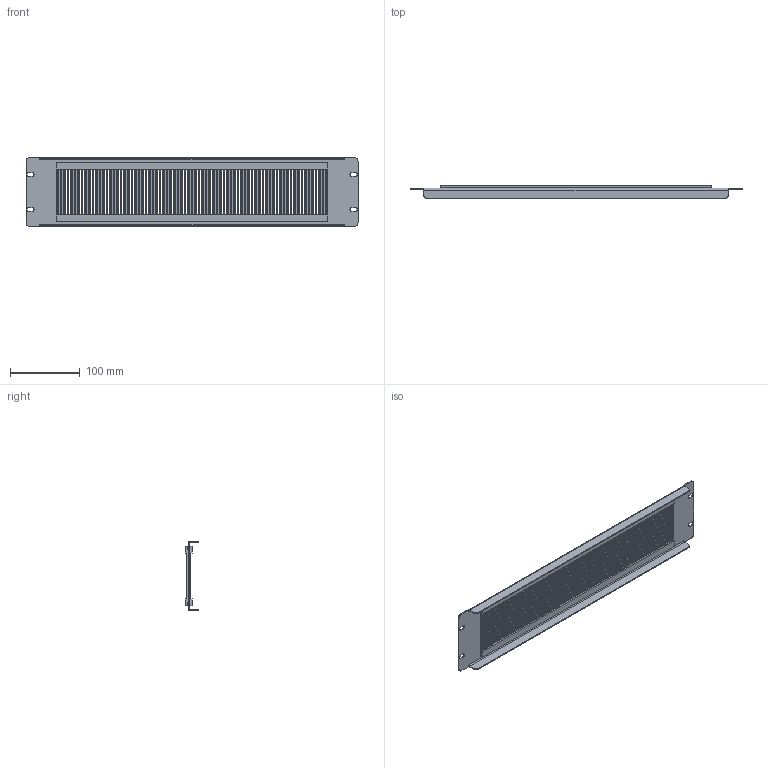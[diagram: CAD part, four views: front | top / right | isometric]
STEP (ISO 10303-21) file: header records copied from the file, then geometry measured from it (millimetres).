
FILE_DESCRIPTION (( 'STEP AP214' ), '1' );
FILE_NAME ('923.611.STEP', '2025-04-01T08:32:44', ( '' ), ( '' ), 'SwSTEP 2.0', 'SolidWorks 2021', '' );
FILE_SCHEMA (( 'AUTOMOTIVE_DESIGN' ));
Length unit declared in the file: millimetre
Products named in the file (3): Ùåòêà; 923.611 眈翴錪; 923.611
Assembly tree (3 placements, depth 2):
  923.611
    923.611 眈翴錪
    Ùåòêà  x2
Bounding box: 476.5 x 19.65 x 100 mm (x, y, z)
Volume: 171634.4 mm3; surface area: 198113.6 mm2
Topology: 3 solids, 3 shells, 1638 faces, 4108 edges, 2476 vertices
Faces by surface type: plane 1618, cylinder 20
Entity records: 24500 total; most frequent: CARTESIAN_POINT 4274, ORIENTED_EDGE 4264, DIRECTION 3884, EDGE_CURVE 2132, LINE 2088, VECTOR 2088, VERTEX_POINT 1288, AXIS2_PLACEMENT_3D 898
